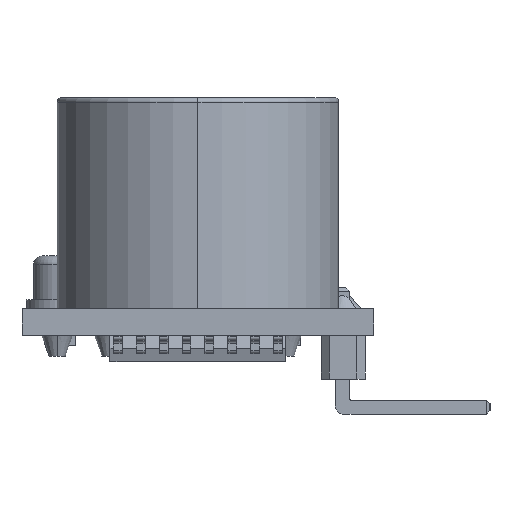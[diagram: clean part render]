
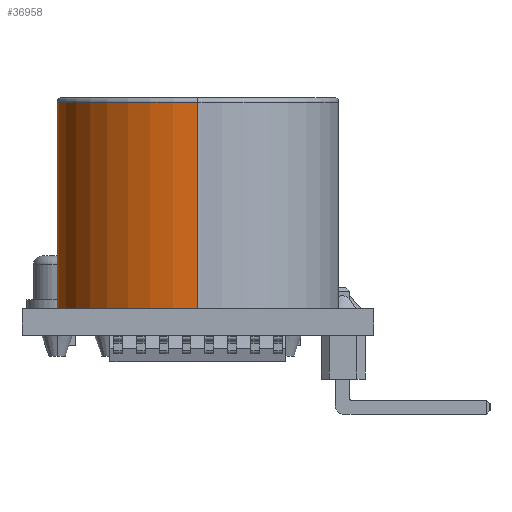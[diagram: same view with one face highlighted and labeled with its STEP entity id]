
A CAD part, left-side view. The second image highlights one B-rep face of the part: STEP entity #36958.
In plain terms, the highlighted cylindrical face has radius 8 mm (diameter 16 mm), a partial arc.
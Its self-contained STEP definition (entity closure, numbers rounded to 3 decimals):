
#3397 = CYLINDRICAL_SURFACE ( 'NONE', #9187, 8. ) ;
#3767 = ORIENTED_EDGE ( 'NONE', *, *, #40935, .T. ) ;
#6105 = CARTESIAN_POINT ( 'NONE',  ( -5., 0., 1.5 ) ) ;
#6714 = CIRCLE ( 'NONE', #35830, 8. ) ;
#7940 = VERTEX_POINT ( 'NONE', #10941 ) ;
#8062 = CARTESIAN_POINT ( 'NONE',  ( -13., 0., 13.5 ) ) ;
#8696 = CARTESIAN_POINT ( 'NONE',  ( -13., 0., 1.5 ) ) ;
#9177 = DIRECTION ( 'NONE',  ( 1., 0., 0. ) ) ;
#9187 = AXIS2_PLACEMENT_3D ( 'NONE', #8062, #30475, #27262 ) ;
#9399 = LINE ( 'NONE', #28131, #45773 ) ;
#10034 = EDGE_LOOP ( 'NONE', ( #3767, #27358, #26386, #16953 ) ) ;
#10941 = CARTESIAN_POINT ( 'NONE',  ( -5., 0., 13.25 ) ) ;
#11698 = EDGE_CURVE ( 'NONE', #7940, #36147, #9399, .T. ) ;
#14662 = AXIS2_PLACEMENT_3D ( 'NONE', #27884, #42918, #9177 ) ;
#16216 = VERTEX_POINT ( 'NONE', #40652 ) ;
#16798 = DIRECTION ( 'NONE',  ( 0., 0., -1. ) ) ;
#16953 = ORIENTED_EDGE ( 'NONE', *, *, #40831, .F. ) ;
#17830 = CIRCLE ( 'NONE', #14662, 8. ) ;
#18601 = VECTOR ( 'NONE', #42429, 1000. ) ;
#23697 = DIRECTION ( 'NONE',  ( 0., 0., 1. ) ) ;
#23943 = CARTESIAN_POINT ( 'NONE',  ( -21., 0., 13.5 ) ) ;
#26386 = ORIENTED_EDGE ( 'NONE', *, *, #28605, .T. ) ;
#27262 = DIRECTION ( 'NONE',  ( -1., 0., 0. ) ) ;
#27358 = ORIENTED_EDGE ( 'NONE', *, *, #11698, .T. ) ;
#27386 = LINE ( 'NONE', #23943, #18601 ) ;
#27884 = CARTESIAN_POINT ( 'NONE',  ( -13., 0., 13.25 ) ) ;
#28131 = CARTESIAN_POINT ( 'NONE',  ( -5., 0., 13.5 ) ) ;
#28605 = EDGE_CURVE ( 'NONE', #36147, #16216, #6714, .T. ) ;
#30357 = VERTEX_POINT ( 'NONE', #41229 ) ;
#30475 = DIRECTION ( 'NONE',  ( 0., 0., -1. ) ) ;
#35830 = AXIS2_PLACEMENT_3D ( 'NONE', #8696, #23697, #38540 ) ;
#36147 = VERTEX_POINT ( 'NONE', #6105 ) ;
#36958 = ADVANCED_FACE ( 'NONE', ( #37157 ), #3397, .T. ) ;
#37157 = FACE_OUTER_BOUND ( 'NONE', #10034, .T. ) ;
#38540 = DIRECTION ( 'NONE',  ( 1., 0., 0. ) ) ;
#40652 = CARTESIAN_POINT ( 'NONE',  ( -21., 0., 1.5 ) ) ;
#40831 = EDGE_CURVE ( 'NONE', #30357, #16216, #27386, .T. ) ;
#40935 = EDGE_CURVE ( 'NONE', #30357, #7940, #17830, .T. ) ;
#41229 = CARTESIAN_POINT ( 'NONE',  ( -21., 0., 13.25 ) ) ;
#42429 = DIRECTION ( 'NONE',  ( 0., 0., -1. ) ) ;
#42918 = DIRECTION ( 'NONE',  ( 0., 0., -1. ) ) ;
#45773 = VECTOR ( 'NONE', #16798, 1000. ) ;
